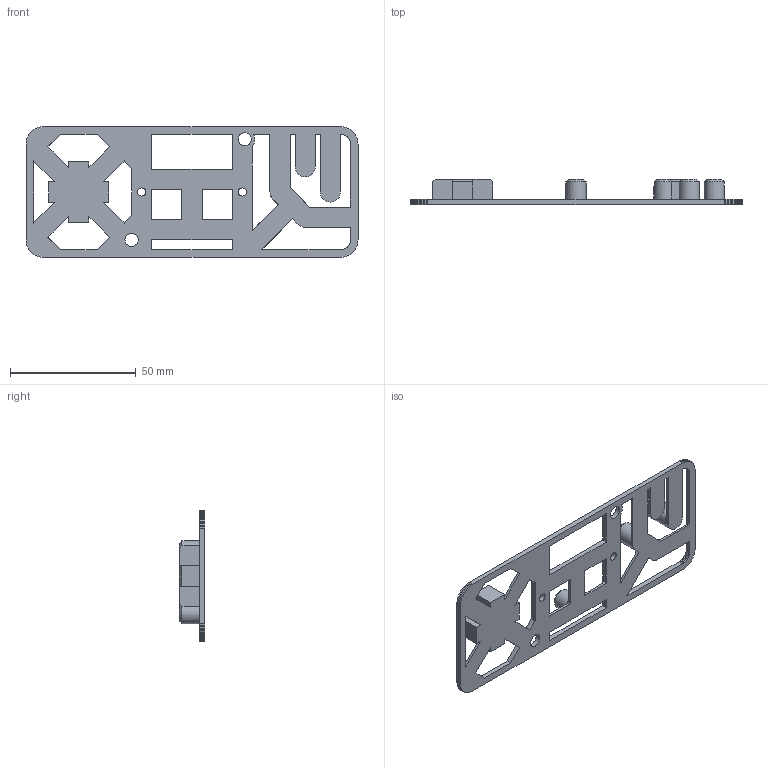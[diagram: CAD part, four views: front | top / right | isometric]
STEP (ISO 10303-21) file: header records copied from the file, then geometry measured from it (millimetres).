
FILE_DESCRIPTION(/* description */ (''),/* implementation_level */ '2;1');
FILE_NAME(/* name */ 'buttons.step',/* time_stamp */ '2025-11-14T03:25:02-05:00',/* author */ (''),/* organization */ (''),/* preprocessor_version */ 'ST-DEVELOPER v20.1',/* originating_system */ 'Autodesk Translation Framework v14.10.0.0',/* authorisation */ '');
FILE_SCHEMA (('AUTOMOTIVE_DESIGN { 1 0 10303 214 3 1 1 }'));
Length unit declared in the file: millimetre
Products named in the file (3): gpad_v3_smt; labels; button flexure
Assembly tree (2 placements, depth 2):
  gpad_v3_smt
    labels
    button flexure
Bounding box: 132 x 10.01 x 52 mm (x, y, z)
Volume: 12167 mm3; surface area: 12850.7 mm2
Topology: 5 solids, 5 shells, 352 faces, 1016 edges, 667 vertices
Faces by surface type: plane 267, bspline 68, cylinder 10, cone 7
Full cylindrical faces by diameter (mm): 3.2 x2, 5.2 x1, 5.3 x1, 8 x3
Entity records: 12150 total; most frequent: CARTESIAN_POINT 3204, ORIENTED_EDGE 2032, DIRECTION 1488, EDGE_CURVE 1016, LINE 842, VECTOR 842, VERTEX_POINT 667, EDGE_LOOP 381
